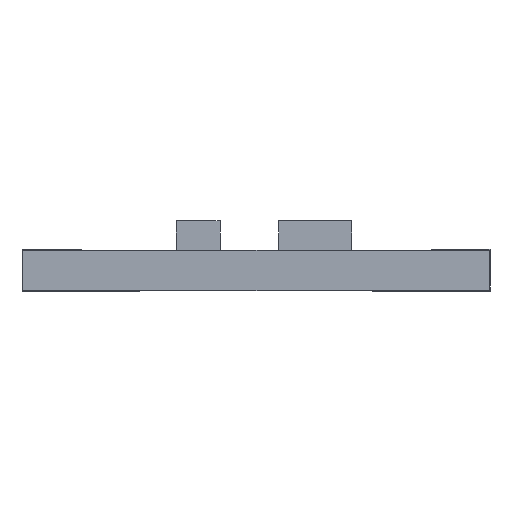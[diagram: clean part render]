
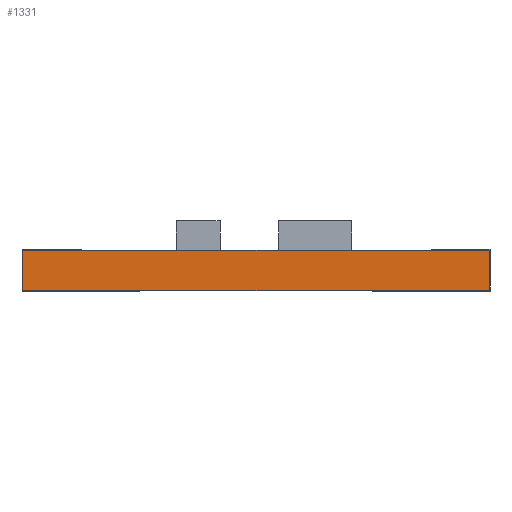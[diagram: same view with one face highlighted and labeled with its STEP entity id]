
A CAD part, left-side view. The second image highlights one B-rep face of the part: STEP entity #1331.
In plain terms, the highlighted planar face has unit normal (-1, 0, 0).
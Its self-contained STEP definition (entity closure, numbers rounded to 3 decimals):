
#93=FACE_OUTER_BOUND('',#163,.T.);
#163=EDGE_LOOP('',(#1015,#1016,#1017,#1018));
#233=LINE('',#1857,#411);
#285=LINE('',#1963,#463);
#293=LINE('',#1979,#471);
#294=LINE('',#1980,#472);
#411=VECTOR('',#1512,10.);
#463=VECTOR('',#1596,10.);
#471=VECTOR('',#1610,10.);
#472=VECTOR('',#1611,10.);
#583=VERTEX_POINT('',#1854);
#584=VERTEX_POINT('',#1856);
#622=VERTEX_POINT('',#1962);
#627=VERTEX_POINT('',#1978);
#714=EDGE_CURVE('',#583,#584,#233,.T.);
#766=EDGE_CURVE('',#622,#584,#285,.T.);
#774=EDGE_CURVE('',#583,#627,#293,.T.);
#775=EDGE_CURVE('',#627,#622,#294,.T.);
#1015=ORIENTED_EDGE('',*,*,#766,.T.);
#1016=ORIENTED_EDGE('',*,*,#714,.F.);
#1017=ORIENTED_EDGE('',*,*,#774,.T.);
#1018=ORIENTED_EDGE('',*,*,#775,.T.);
#1268=PLANE('',#1413);
#1331=ADVANCED_FACE('',(#93),#1268,.T.);
#1413=AXIS2_PLACEMENT_3D('',#1977,#1608,#1609);
#1512=DIRECTION('',(0.,-1.,0.));
#1596=DIRECTION('',(0.,0.,1.));
#1608=DIRECTION('center_axis',(-1.,0.,0.));
#1609=DIRECTION('ref_axis',(0.,-1.,0.));
#1610=DIRECTION('',(0.,0.,-1.));
#1611=DIRECTION('',(0.,-1.,0.));
#1854=CARTESIAN_POINT('',(-0.8,0.797,0.14));
#1856=CARTESIAN_POINT('',(-0.8,-0.797,0.14));
#1857=CARTESIAN_POINT('',(-0.8,0.8,0.14));
#1962=CARTESIAN_POINT('',(-0.8,-0.797,0.001));
#1963=CARTESIAN_POINT('',(-0.8,-0.797,0.035));
#1977=CARTESIAN_POINT('Origin',(-0.8,0.8,0.));
#1978=CARTESIAN_POINT('',(-0.8,0.797,0.001));
#1979=CARTESIAN_POINT('',(-0.8,0.797,0.035));
#1980=CARTESIAN_POINT('',(-0.8,0.4,0.001));
